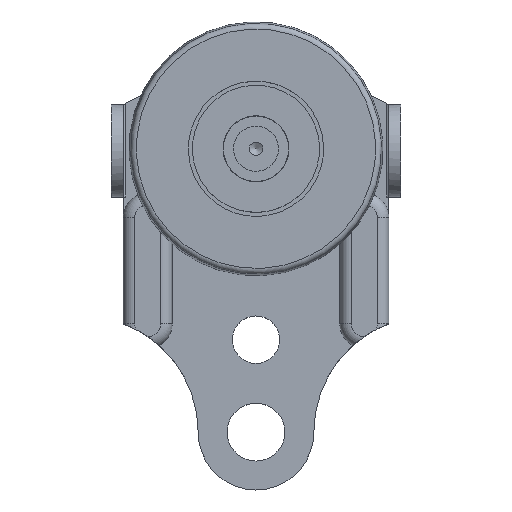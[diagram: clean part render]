
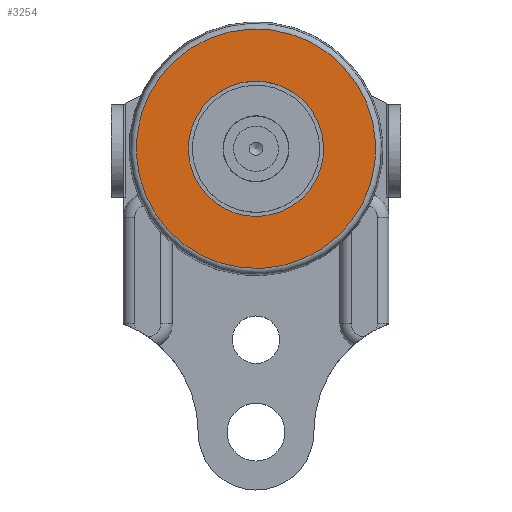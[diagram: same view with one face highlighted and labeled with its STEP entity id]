
A CAD part, top view. The second image highlights one B-rep face of the part: STEP entity #3254.
In plain terms, the highlighted face is planar.
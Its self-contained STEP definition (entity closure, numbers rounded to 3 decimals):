
#3223=CARTESIAN_POINT('',(104.021,176.345,0.0));
#3224=VERTEX_POINT('',#3223);
#3225=CARTESIAN_POINT('',(104.021,155.631,0.0));
#3226=DIRECTION('',(1.0,0.0,0.0));
#3227=DIRECTION('',(0.0,1.0,0.0));
#3228=AXIS2_PLACEMENT_3D('',#3225,#3226,#3227);
#3229=CIRCLE('',#3228,20.714);
#3230=EDGE_CURVE('',#3224,#3224,#3229,.T.);
#3235=CARTESIAN_POINT('',(104.021,168.843,0.0));
#3236=DIRECTION('',(-1.0,0.0,0.0));
#3237=DIRECTION('',(0.0,0.0,1.0));
#3238=AXIS2_PLACEMENT_3D('',#3235,#3236,#3237);
#3239=PLANE('',#3238);
#3240=ORIENTED_EDGE('',*,*,#3230,.F.);
#3241=EDGE_LOOP('',(#3240));
#3242=FACE_OUTER_BOUND('',#3241,.T.);
#3243=CARTESIAN_POINT('',(104.021,155.631,-11.7));
#3244=VERTEX_POINT('',#3243);
#3245=CARTESIAN_POINT('',(104.021,155.631,0.0));
#3246=DIRECTION('',(1.0,0.0,0.0));
#3247=DIRECTION('',(0.0,0.0,1.0));
#3248=AXIS2_PLACEMENT_3D('',#3245,#3246,#3247);
#3249=CIRCLE('',#3248,11.7);
#3250=EDGE_CURVE('',#3244,#3244,#3249,.T.);
#3251=ORIENTED_EDGE('',*,*,#3250,.T.);
#3252=EDGE_LOOP('',(#3251));
#3253=FACE_BOUND('',#3252,.T.);
#3254=ADVANCED_FACE('',(#3242,#3253),#3239,.T.);
